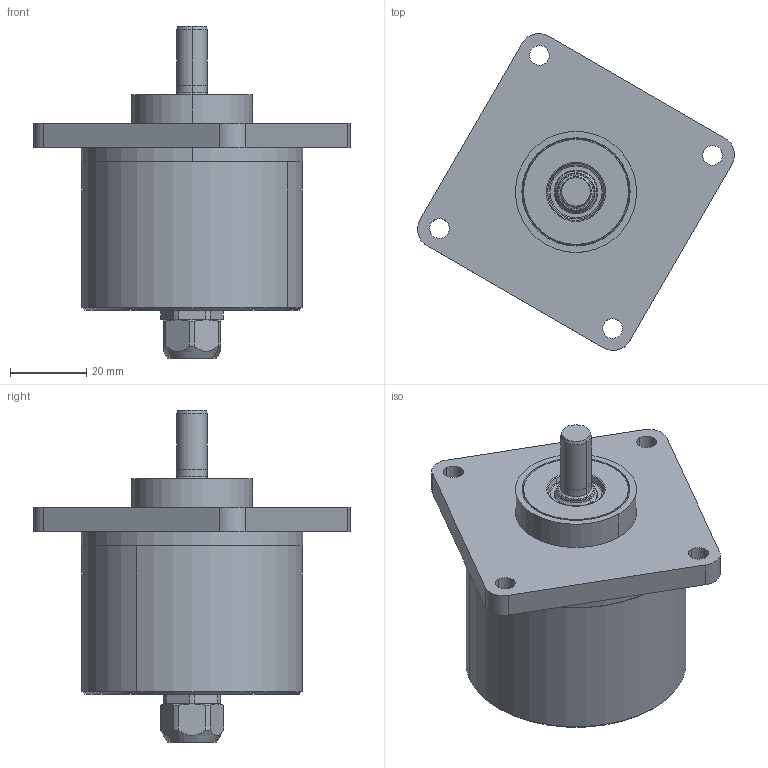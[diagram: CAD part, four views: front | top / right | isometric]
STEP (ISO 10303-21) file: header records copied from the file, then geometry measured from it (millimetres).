
FILE_DESCRIPTION((''),'2;1');
FILE_NAME('527702','2010-11-10T',('se2802'),(''),'PRO/ENGINEER BY PARAMETRIC TECHNOLOGY CORPORATION, 2010180','PRO/ENGINEER BY PARAMETRIC TECHNOLOGY CORPORATION, 2010180','');
FILE_SCHEMA(('CONFIG_CONTROL_DESIGN'));
Length unit declared in the file: millimetre
Products named in the file (1): 527702
Bounding box: 83.08 x 83.08 x 87 mm (x, y, z)
Volume: 87052.6 mm3; surface area: 44558.1 mm2
Topology: 1 solids, 2 shells, 1139 faces, 3140 edges, 2049 vertices
Faces by surface type: plane 392, extrusion 324, cylinder 307, cone 92, torus 18, sphere 6
Entity records: 39505 total; most frequent: CARTESIAN_POINT 11319, ORIENTED_EDGE 6276, DIRECTION 5086, EDGE_CURVE 3138, VERTEX_POINT 2049, AXIS2_PLACEMENT_3D 1715, VECTOR 1656, LINE 1332
